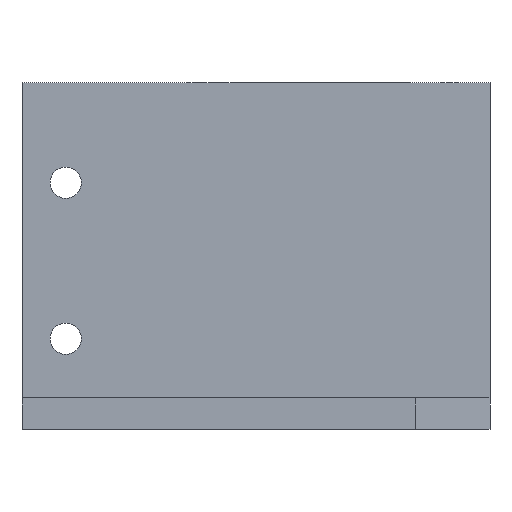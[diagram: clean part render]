
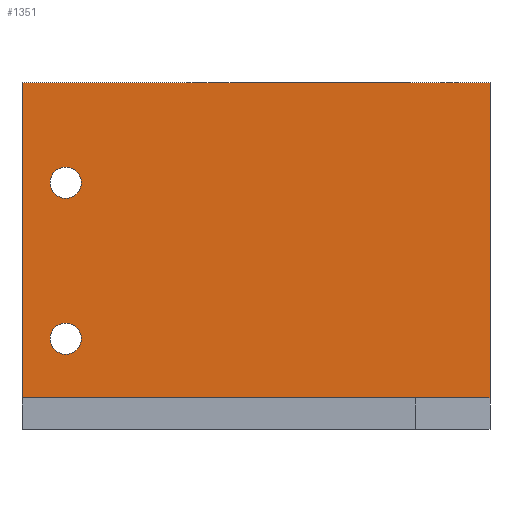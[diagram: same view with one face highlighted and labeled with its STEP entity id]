
A CAD part, left-side view. The second image highlights one B-rep face of the part: STEP entity #1351.
In plain terms, the highlighted planar face has unit normal (-1, 0, 0).
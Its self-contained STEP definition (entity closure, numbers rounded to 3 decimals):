
#20=FACE_BOUND('',#192,.T.);
#21=FACE_BOUND('',#193,.T.);
#62=PLANE('',#1439);
#120=FACE_OUTER_BOUND('',#191,.T.);
#191=EDGE_LOOP('',(#999,#1000,#1001,#1002));
#192=EDGE_LOOP('',(#1003));
#193=EDGE_LOOP('',(#1004));
#291=LINE('',#1884,#458);
#308=LINE('',#1927,#475);
#309=LINE('',#1929,#476);
#310=LINE('',#1930,#477);
#458=VECTOR('',#1538,10.);
#475=VECTOR('',#1575,10.);
#476=VECTOR('',#1576,10.);
#477=VECTOR('',#1577,10.);
#624=CIRCLE('',#1440,2.5);
#625=CIRCLE('',#1441,2.5);
#644=VERTEX_POINT('',#1871);
#648=VERTEX_POINT('',#1883);
#664=VERTEX_POINT('',#1926);
#665=VERTEX_POINT('',#1928);
#666=VERTEX_POINT('',#1931);
#667=VERTEX_POINT('',#1933);
#776=EDGE_CURVE('',#648,#644,#291,.T.);
#797=EDGE_CURVE('',#664,#644,#308,.T.);
#798=EDGE_CURVE('',#664,#665,#309,.T.);
#799=EDGE_CURVE('',#648,#665,#310,.T.);
#800=EDGE_CURVE('',#666,#666,#624,.T.);
#801=EDGE_CURVE('',#667,#667,#625,.T.);
#999=ORIENTED_EDGE('',*,*,#776,.T.);
#1000=ORIENTED_EDGE('',*,*,#797,.F.);
#1001=ORIENTED_EDGE('',*,*,#798,.T.);
#1002=ORIENTED_EDGE('',*,*,#799,.F.);
#1003=ORIENTED_EDGE('',*,*,#800,.T.);
#1004=ORIENTED_EDGE('',*,*,#801,.T.);
#1351=ADVANCED_FACE('',(#120,#20,#21),#62,.T.);
#1439=AXIS2_PLACEMENT_3D('',#1925,#1573,#1574);
#1440=AXIS2_PLACEMENT_3D('',#1932,#1578,#1579);
#1441=AXIS2_PLACEMENT_3D('',#1934,#1580,#1581);
#1538=DIRECTION('',(0.,-1.,0.));
#1573=DIRECTION('center_axis',(-1.,0.,0.));
#1574=DIRECTION('ref_axis',(0.,0.,1.));
#1575=DIRECTION('',(0.,0.,-1.));
#1576=DIRECTION('',(0.,1.,0.));
#1577=DIRECTION('',(0.,0.,1.));
#1578=DIRECTION('center_axis',(1.,0.,0.));
#1579=DIRECTION('ref_axis',(0.,0.,-1.));
#1580=DIRECTION('center_axis',(1.,0.,0.));
#1581=DIRECTION('ref_axis',(0.,0.,-1.));
#1871=CARTESIAN_POINT('',(-60.75,0.,-50.5));
#1883=CARTESIAN_POINT('',(-60.75,75.,-50.5));
#1884=CARTESIAN_POINT('',(-60.75,18.75,-50.5));
#1925=CARTESIAN_POINT('Origin',(-60.75,0.,-55.5));
#1926=CARTESIAN_POINT('',(-60.75,0.,0.));
#1927=CARTESIAN_POINT('',(-60.75,0.,0.));
#1928=CARTESIAN_POINT('',(-60.75,75.,0.));
#1929=CARTESIAN_POINT('',(-60.75,0.,0.));
#1930=CARTESIAN_POINT('',(-60.75,75.,0.));
#1931=CARTESIAN_POINT('',(-60.75,68.,-13.5));
#1932=CARTESIAN_POINT('Origin',(-60.75,68.,-16.));
#1933=CARTESIAN_POINT('',(-60.75,68.,-38.5));
#1934=CARTESIAN_POINT('Origin',(-60.75,68.,-41.));
